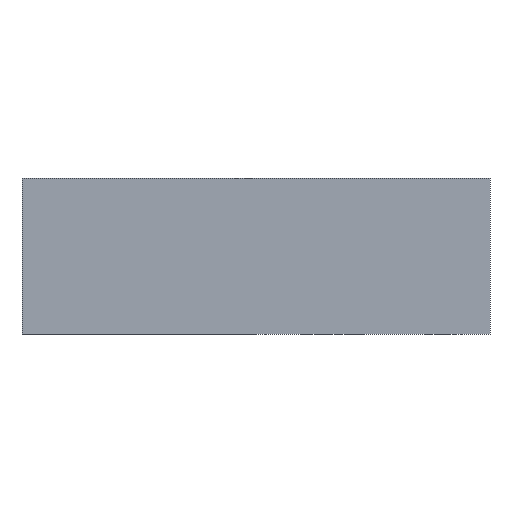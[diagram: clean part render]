
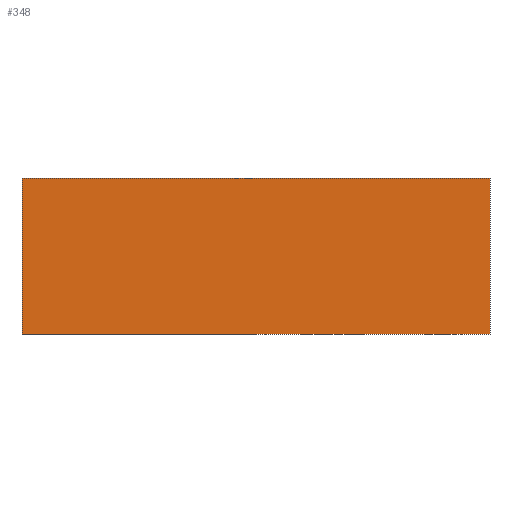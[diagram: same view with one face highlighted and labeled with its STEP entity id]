
A CAD part, left-side view. The second image highlights one B-rep face of the part: STEP entity #348.
In plain terms, the highlighted planar face has unit normal (-1, 0, 0).
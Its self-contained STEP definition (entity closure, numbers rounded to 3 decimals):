
#36 = LINE ( 'NONE', #463, #93 ) ;
#39 = VECTOR ( 'NONE', #478, 1000. ) ;
#46 = VECTOR ( 'NONE', #651, 1000. ) ;
#76 = LINE ( 'NONE', #639, #46 ) ;
#87 = FACE_OUTER_BOUND ( 'NONE', #114, .T. ) ;
#93 = VECTOR ( 'NONE', #484, 1000. ) ;
#114 = EDGE_LOOP ( 'NONE', ( #245, #246, #247, #248 ) ) ;
#136 = LINE ( 'NONE', #635, #271 ) ;
#180 = LINE ( 'NONE', #480, #39 ) ;
#195 = VERTEX_POINT ( 'NONE', #644 ) ;
#197 = VERTEX_POINT ( 'NONE', #754 ) ;
#245 = ORIENTED_EDGE ( 'NONE', *, *, #525, .T. ) ;
#246 = ORIENTED_EDGE ( 'NONE', *, *, #515, .F. ) ;
#247 = ORIENTED_EDGE ( 'NONE', *, *, #625, .F. ) ;
#248 = ORIENTED_EDGE ( 'NONE', *, *, #516, .T. ) ;
#271 = VECTOR ( 'NONE', #634, 1000. ) ;
#297 = VERTEX_POINT ( 'NONE', #735 ) ;
#298 = VERTEX_POINT ( 'NONE', #734 ) ;
#348 = ADVANCED_FACE ( 'NONE', ( #87 ), #719, .F. ) ;
#463 = CARTESIAN_POINT ( 'NONE',  ( 0., 0., 0. ) ) ;
#478 = DIRECTION ( 'NONE',  ( 0., -1., 0. ) ) ;
#480 = CARTESIAN_POINT ( 'NONE',  ( 0., 0., 10. ) ) ;
#484 = DIRECTION ( 'NONE',  ( 0., -1., 0. ) ) ;
#515 = EDGE_CURVE ( 'NONE', #197, #195, #76, .T. ) ;
#516 = EDGE_CURVE ( 'NONE', #297, #298, #136, .T. ) ;
#525 = EDGE_CURVE ( 'NONE', #298, #195, #36, .T. ) ;
#593 = AXIS2_PLACEMENT_3D ( 'NONE', #717, #716, #715 ) ;
#625 = EDGE_CURVE ( 'NONE', #297, #197, #180, .T. ) ;
#634 = DIRECTION ( 'NONE',  ( 0., 0., -1. ) ) ;
#635 = CARTESIAN_POINT ( 'NONE',  ( 0., 30., 10. ) ) ;
#639 = CARTESIAN_POINT ( 'NONE',  ( 0., 0., 10. ) ) ;
#644 = CARTESIAN_POINT ( 'NONE',  ( 0., 0., 0. ) ) ;
#651 = DIRECTION ( 'NONE',  ( 0., 0., -1. ) ) ;
#715 = DIRECTION ( 'NONE',  ( 0., 0., -1. ) ) ;
#716 = DIRECTION ( 'NONE',  ( 1., 0., 0. ) ) ;
#717 = CARTESIAN_POINT ( 'NONE',  ( 0., 0., 10. ) ) ;
#719 = PLANE ( 'NONE',  #593 ) ;
#734 = CARTESIAN_POINT ( 'NONE',  ( 0., 30., 0. ) ) ;
#735 = CARTESIAN_POINT ( 'NONE',  ( 0., 30., 10. ) ) ;
#754 = CARTESIAN_POINT ( 'NONE',  ( 0., 0., 10. ) ) ;
